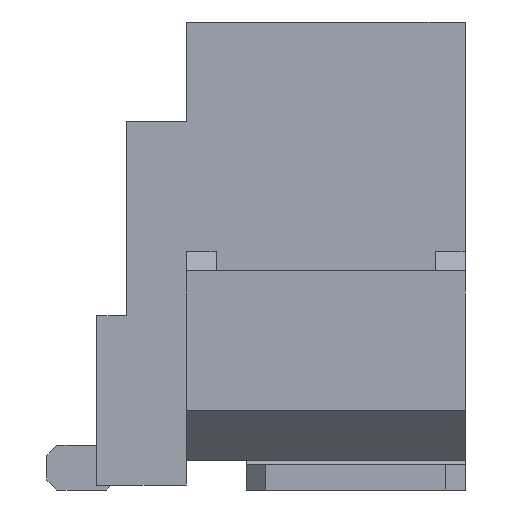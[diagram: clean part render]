
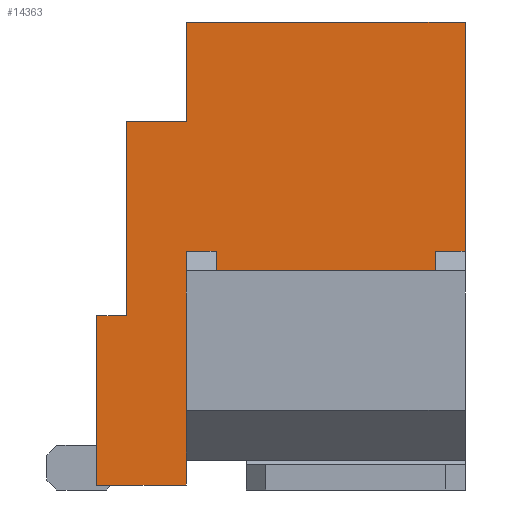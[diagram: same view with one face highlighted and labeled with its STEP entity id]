
A CAD part, left-side view. The second image highlights one B-rep face of the part: STEP entity #14363.
In plain terms, the highlighted planar face has unit normal (-1, 0, 0).
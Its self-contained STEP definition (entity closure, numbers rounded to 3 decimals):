
#14 = VERTEX_POINT ( 'NONE', #10666 ) ;
#75 = EDGE_CURVE ( 'NONE', #10821, #5989, #9816, .T. ) ;
#80 = ORIENTED_EDGE ( 'NONE', *, *, #8765, .T. ) ;
#141 = DIRECTION ( 'NONE',  ( 0., 0., -1. ) ) ;
#315 = CARTESIAN_POINT ( 'NONE',  ( -9.625, 2.6, 0.05 ) ) ;
#462 = LINE ( 'NONE', #21022, #18683 ) ;
#825 = LINE ( 'NONE', #1403, #9919 ) ;
#1081 = ORIENTED_EDGE ( 'NONE', *, *, #9592, .F. ) ;
#1382 = CARTESIAN_POINT ( 'NONE',  ( -9.625, 1.7, 3.7 ) ) ;
#1403 = CARTESIAN_POINT ( 'NONE',  ( -9.625, 2.6, 4.7 ) ) ;
#1766 = DIRECTION ( 'NONE',  ( 0., 0., 1. ) ) ;
#2137 = VERTEX_POINT ( 'NONE', #9387 ) ;
#2282 = EDGE_CURVE ( 'NONE', #7988, #14963, #462, .T. ) ;
#2769 = ORIENTED_EDGE ( 'NONE', *, *, #9271, .T. ) ;
#3157 = VECTOR ( 'NONE', #141, 1000. ) ;
#3853 = CARTESIAN_POINT ( 'NONE',  ( -9.625, -1.1, 4.7 ) ) ;
#3933 = CARTESIAN_POINT ( 'NONE',  ( -9.625, 1.7, 2.4 ) ) ;
#4039 = VERTEX_POINT ( 'NONE', #10835 ) ;
#4215 = EDGE_CURVE ( 'NONE', #2137, #19692, #7978, .T. ) ;
#4241 = CARTESIAN_POINT ( 'NONE',  ( -9.625, 2.3, 3.7 ) ) ;
#4285 = LINE ( 'NONE', #21565, #23042 ) ;
#4781 = ORIENTED_EDGE ( 'NONE', *, *, #6700, .T. ) ;
#4818 = CARTESIAN_POINT ( 'NONE',  ( -9.625, -0.8, 1.7 ) ) ;
#5134 = VERTEX_POINT ( 'NONE', #4818 ) ;
#5215 = VECTOR ( 'NONE', #21623, 1000. ) ;
#5293 = EDGE_CURVE ( 'NONE', #19949, #5134, #4285, .T. ) ;
#5312 = DIRECTION ( 'NONE',  ( 0., 0., 1. ) ) ;
#5521 = CARTESIAN_POINT ( 'NONE',  ( -9.625, -1.1, 2.4 ) ) ;
#5702 = DIRECTION ( 'NONE',  ( 0., 0., 1. ) ) ;
#5797 = LINE ( 'NONE', #14514, #14916 ) ;
#5989 = VERTEX_POINT ( 'NONE', #23430 ) ;
#6160 = CARTESIAN_POINT ( 'NONE',  ( -9.625, -1.1, 4.7 ) ) ;
#6592 = ORIENTED_EDGE ( 'NONE', *, *, #75, .T. ) ;
#6700 = EDGE_CURVE ( 'NONE', #14963, #10821, #12678, .T. ) ;
#6756 = DIRECTION ( 'NONE',  ( 0., -1., 0. ) ) ;
#7082 = ORIENTED_EDGE ( 'NONE', *, *, #12430, .F. ) ;
#7378 = DIRECTION ( 'NONE',  ( 0., 0., -1. ) ) ;
#7528 = CARTESIAN_POINT ( 'NONE',  ( -9.625, 1.7, 0.3 ) ) ;
#7890 = EDGE_LOOP ( 'NONE', ( #6592, #2769, #20152, #1081, #17152, #80, #16676, #16533, #7082, #15029, #17598, #14915, #19047, #8552, #4781 ) ) ;
#7978 = LINE ( 'NONE', #15006, #16547 ) ;
#7988 = VERTEX_POINT ( 'NONE', #14973 ) ;
#8500 = LINE ( 'NONE', #3933, #12768 ) ;
#8552 = ORIENTED_EDGE ( 'NONE', *, *, #2282, .T. ) ;
#8765 = EDGE_CURVE ( 'NONE', #15478, #21603, #19199, .T. ) ;
#8804 = CARTESIAN_POINT ( 'NONE',  ( -9.625, 2.6, 0.05 ) ) ;
#9271 = EDGE_CURVE ( 'NONE', #5989, #19949, #19163, .T. ) ;
#9308 = DIRECTION ( 'NONE',  ( 0., 1., 0. ) ) ;
#9387 = CARTESIAN_POINT ( 'NONE',  ( -9.625, 2.3, 1.75 ) ) ;
#9531 = VECTOR ( 'NONE', #5702, 1000. ) ;
#9592 = EDGE_CURVE ( 'NONE', #4039, #5134, #17705, .T. ) ;
#9816 = LINE ( 'NONE', #15843, #14084 ) ;
#9919 = VECTOR ( 'NONE', #10462, 1000. ) ;
#10369 = CARTESIAN_POINT ( 'NONE',  ( -9.625, 2.6, 4.7 ) ) ;
#10462 = DIRECTION ( 'NONE',  ( 0., -1., 0. ) ) ;
#10535 = VERTEX_POINT ( 'NONE', #1382 ) ;
#10666 = CARTESIAN_POINT ( 'NONE',  ( -9.625, 1.7, 4.7 ) ) ;
#10759 = LINE ( 'NONE', #12605, #20475 ) ;
#10821 = VERTEX_POINT ( 'NONE', #12773 ) ;
#10835 = CARTESIAN_POINT ( 'NONE',  ( -9.625, -0.8, 2.4 ) ) ;
#11132 = CARTESIAN_POINT ( 'NONE',  ( -9.625, -0.8, 4.7 ) ) ;
#12108 = VECTOR ( 'NONE', #20181, 1000. ) ;
#12411 = CARTESIAN_POINT ( 'NONE',  ( -9.625, 2.6, 1.75 ) ) ;
#12430 = EDGE_CURVE ( 'NONE', #21563, #10535, #15502, .T. ) ;
#12605 = CARTESIAN_POINT ( 'NONE',  ( -9.625, 2.3, 1.75 ) ) ;
#12678 = LINE ( 'NONE', #7528, #12108 ) ;
#12768 = VECTOR ( 'NONE', #13002, 1000. ) ;
#12773 = CARTESIAN_POINT ( 'NONE',  ( -9.625, 1.7, 2.4 ) ) ;
#13002 = DIRECTION ( 'NONE',  ( 0., -1., 0. ) ) ;
#13942 = LINE ( 'NONE', #10369, #18226 ) ;
#14037 = LINE ( 'NONE', #315, #18882 ) ;
#14043 = DIRECTION ( 'NONE',  ( 0., 0., 1. ) ) ;
#14084 = VECTOR ( 'NONE', #6756, 1000. ) ;
#14288 = EDGE_CURVE ( 'NONE', #2137, #21563, #10759, .T. ) ;
#14363 = ADVANCED_FACE ( 'NONE', ( #19752 ), #14640, .F. ) ;
#14514 = CARTESIAN_POINT ( 'NONE',  ( -9.625, 1.7, 3.7 ) ) ;
#14640 = PLANE ( 'NONE',  #23423 ) ;
#14688 = CARTESIAN_POINT ( 'NONE',  ( -9.625, 1.7, 0.3 ) ) ;
#14915 = ORIENTED_EDGE ( 'NONE', *, *, #22784, .F. ) ;
#14916 = VECTOR ( 'NONE', #1766, 1000. ) ;
#14954 = VECTOR ( 'NONE', #17296, 1000. ) ;
#14963 = VERTEX_POINT ( 'NONE', #14688 ) ;
#14973 = CARTESIAN_POINT ( 'NONE',  ( -9.625, 1.7, 0.05 ) ) ;
#15006 = CARTESIAN_POINT ( 'NONE',  ( -9.625, 2.3, 1.75 ) ) ;
#15029 = ORIENTED_EDGE ( 'NONE', *, *, #14288, .F. ) ;
#15478 = VERTEX_POINT ( 'NONE', #5521 ) ;
#15502 = LINE ( 'NONE', #20946, #14954 ) ;
#15843 = CARTESIAN_POINT ( 'NONE',  ( -9.625, 1.7, 2.4 ) ) ;
#16261 = CARTESIAN_POINT ( 'NONE',  ( -9.625, 1.4, 4.7 ) ) ;
#16467 = CARTESIAN_POINT ( 'NONE',  ( -9.625, 2.6, 4.7 ) ) ;
#16533 = ORIENTED_EDGE ( 'NONE', *, *, #17518, .F. ) ;
#16547 = VECTOR ( 'NONE', #20485, 1000. ) ;
#16676 = ORIENTED_EDGE ( 'NONE', *, *, #18675, .F. ) ;
#17152 = ORIENTED_EDGE ( 'NONE', *, *, #23080, .T. ) ;
#17296 = DIRECTION ( 'NONE',  ( 0., -1., 0. ) ) ;
#17518 = EDGE_CURVE ( 'NONE', #10535, #14, #5797, .T. ) ;
#17598 = ORIENTED_EDGE ( 'NONE', *, *, #4215, .T. ) ;
#17705 = LINE ( 'NONE', #11132, #3157 ) ;
#18028 = DIRECTION ( 'NONE',  ( 0., -1., 0. ) ) ;
#18226 = VECTOR ( 'NONE', #14043, 1000. ) ;
#18289 = DIRECTION ( 'NONE',  ( 1., 0., 0. ) ) ;
#18675 = EDGE_CURVE ( 'NONE', #14, #21603, #825, .T. ) ;
#18683 = VECTOR ( 'NONE', #19436, 1000. ) ;
#18791 = CARTESIAN_POINT ( 'NONE',  ( -9.625, 1.4, 1.7 ) ) ;
#18882 = VECTOR ( 'NONE', #9308, 1000. ) ;
#19047 = ORIENTED_EDGE ( 'NONE', *, *, #20424, .F. ) ;
#19163 = LINE ( 'NONE', #16261, #5215 ) ;
#19199 = LINE ( 'NONE', #3853, #9531 ) ;
#19436 = DIRECTION ( 'NONE',  ( 0., 0., 1. ) ) ;
#19692 = VERTEX_POINT ( 'NONE', #12411 ) ;
#19752 = FACE_OUTER_BOUND ( 'NONE', #7890, .T. ) ;
#19949 = VERTEX_POINT ( 'NONE', #18791 ) ;
#20152 = ORIENTED_EDGE ( 'NONE', *, *, #5293, .T. ) ;
#20181 = DIRECTION ( 'NONE',  ( 0., 0., 1. ) ) ;
#20424 = EDGE_CURVE ( 'NONE', #7988, #20821, #14037, .T. ) ;
#20475 = VECTOR ( 'NONE', #5312, 1000. ) ;
#20485 = DIRECTION ( 'NONE',  ( 0., 1., 0. ) ) ;
#20821 = VERTEX_POINT ( 'NONE', #8804 ) ;
#20946 = CARTESIAN_POINT ( 'NONE',  ( -9.625, 2.3, 3.7 ) ) ;
#21022 = CARTESIAN_POINT ( 'NONE',  ( -9.625, 1.7, 0.05 ) ) ;
#21563 = VERTEX_POINT ( 'NONE', #4241 ) ;
#21565 = CARTESIAN_POINT ( 'NONE',  ( -9.625, 1.4, 1.7 ) ) ;
#21603 = VERTEX_POINT ( 'NONE', #6160 ) ;
#21623 = DIRECTION ( 'NONE',  ( 0., 0., -1. ) ) ;
#22784 = EDGE_CURVE ( 'NONE', #20821, #19692, #13942, .T. ) ;
#23042 = VECTOR ( 'NONE', #18028, 1000. ) ;
#23080 = EDGE_CURVE ( 'NONE', #4039, #15478, #8500, .T. ) ;
#23423 = AXIS2_PLACEMENT_3D ( 'NONE', #16467, #18289, #7378 ) ;
#23430 = CARTESIAN_POINT ( 'NONE',  ( -9.625, 1.4, 2.4 ) ) ;
